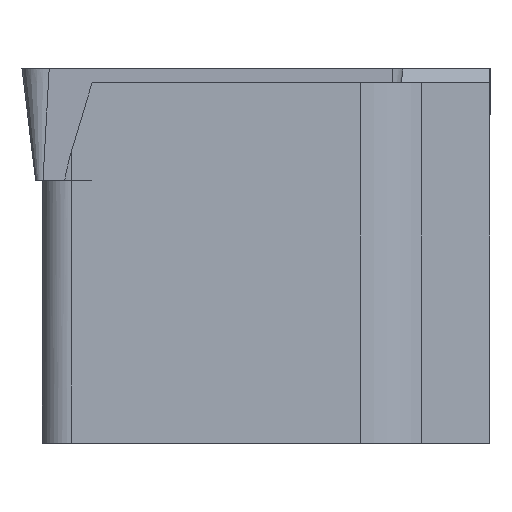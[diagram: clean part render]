
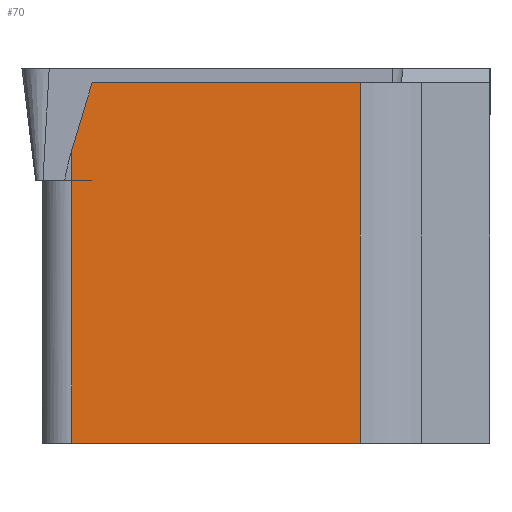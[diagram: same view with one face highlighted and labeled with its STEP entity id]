
A CAD part, left-side view. The second image highlights one B-rep face of the part: STEP entity #70.
In plain terms, the highlighted planar face has unit normal (-0.999, -0.052, 0).
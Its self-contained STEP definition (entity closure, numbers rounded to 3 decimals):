
#70=ADVANCED_FACE('',(#114),#90,.F.);
#90=PLANE('',#521);
#114=FACE_OUTER_BOUND('',#139,.T.);
#139=EDGE_LOOP('',(#257,#258,#259,#260,#261));
#257=ORIENTED_EDGE('',*,*,#380,.F.);
#258=ORIENTED_EDGE('',*,*,#344,.F.);
#259=ORIENTED_EDGE('',*,*,#382,.T.);
#260=ORIENTED_EDGE('',*,*,#371,.F.);
#261=ORIENTED_EDGE('',*,*,#383,.T.);
#296=VERTEX_POINT('',#696);
#297=VERTEX_POINT('',#698);
#315=VERTEX_POINT('',#750);
#317=VERTEX_POINT('',#753);
#323=VERTEX_POINT('',#770);
#344=EDGE_CURVE('',#296,#297,#400,.T.);
#371=EDGE_CURVE('',#315,#317,#424,.T.);
#380=EDGE_CURVE('',#297,#323,#431,.T.);
#382=EDGE_CURVE('',#296,#317,#432,.T.);
#383=EDGE_CURVE('',#315,#323,#433,.T.);
#400=LINE('',#697,#450);
#424=LINE('',#752,#474);
#431=LINE('',#769,#481);
#432=LINE('',#773,#482);
#433=LINE('',#774,#483);
#450=VECTOR('',#571,1.);
#474=VECTOR('',#617,1.);
#481=VECTOR('',#632,1.);
#482=VECTOR('',#637,1.);
#483=VECTOR('',#638,1.);
#521=AXIS2_PLACEMENT_3D('',#775,#639,#640);
#571=DIRECTION('',(-0.052,0.999,0.));
#617=DIRECTION('',(0.052,-0.999,0.));
#632=DIRECTION('',(0.,0.,1.));
#637=DIRECTION('',(0.,0.,1.));
#638=DIRECTION('',(-0.015,0.289,-0.957));
#639=DIRECTION('',(0.999,0.052,0.));
#640=DIRECTION('',(0.052,-0.999,0.));
#696=CARTESIAN_POINT('',(0.853,2.77,-8.));
#697=CARTESIAN_POINT('',(0.53,8.942,-8.));
#698=CARTESIAN_POINT('',(0.53,8.942,-8.));
#750=CARTESIAN_POINT('',(0.553,8.506,-0.3));
#752=CARTESIAN_POINT('',(0.53,8.942,-0.3));
#753=CARTESIAN_POINT('',(0.853,2.77,-0.3));
#769=CARTESIAN_POINT('',(0.53,8.942,-30.));
#770=CARTESIAN_POINT('',(0.53,8.942,-1.744));
#773=CARTESIAN_POINT('',(0.853,2.77,-30.));
#774=CARTESIAN_POINT('',(0.121,16.748,-27.64));
#775=CARTESIAN_POINT('',(0.53,8.942,-30.));
